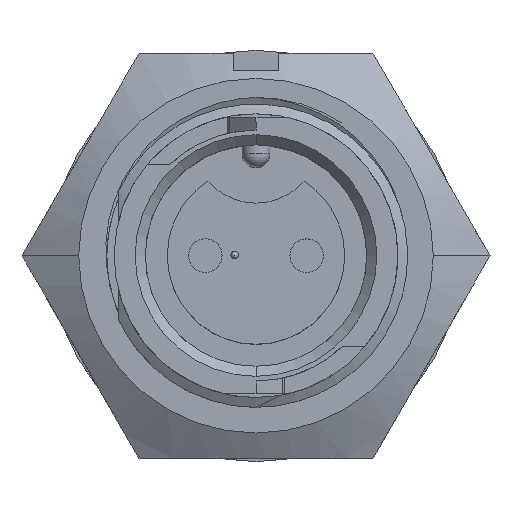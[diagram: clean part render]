
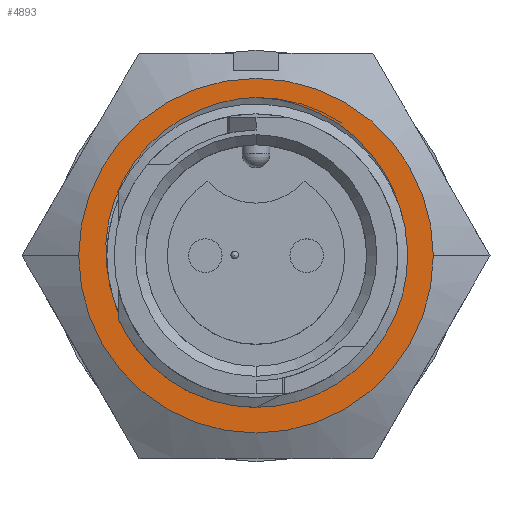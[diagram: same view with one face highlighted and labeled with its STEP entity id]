
A CAD part, top view. The second image highlights one B-rep face of the part: STEP entity #4893.
In plain terms, the highlighted planar face has unit normal (0, 0, 1).
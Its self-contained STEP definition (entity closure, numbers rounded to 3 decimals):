
#241 = ORIENTED_EDGE ( 'NONE', *, *, #4835, .F. ) ;
#282 = EDGE_LOOP ( 'NONE', ( #5409, #241 ) ) ;
#301 = CARTESIAN_POINT ( 'NONE',  ( 0., 7.938, -6.216 ) ) ;
#433 = CARTESIAN_POINT ( 'NONE',  ( 6.557, 4.028, -6.216 ) ) ;
#595 = EDGE_CURVE ( 'NONE', #3929, #9359, #9018, .T. ) ;
#739 = CARTESIAN_POINT ( 'NONE',  ( 0., 0., -6.216 ) ) ;
#921 = ORIENTED_EDGE ( 'NONE', *, *, #10855, .T. ) ;
#955 = CARTESIAN_POINT ( 'NONE',  ( -8.89, 0., -6.216 ) ) ;
#1042 = CARTESIAN_POINT ( 'NONE',  ( 2.242, 7.558, -6.216 ) ) ;
#1131 = CARTESIAN_POINT ( 'NONE',  ( -7.4, -1.192, -6.216 ) ) ;
#1151 = CARTESIAN_POINT ( 'NONE',  ( 3.795, 6.845, -6.216 ) ) ;
#1187 = CARTESIAN_POINT ( 'NONE',  ( -7.04, 3.009, -6.216 ) ) ;
#1244 = CARTESIAN_POINT ( 'NONE',  ( -7.225, 2.475, -6.216 ) ) ;
#1266 = CARTESIAN_POINT ( 'NONE',  ( 7.466, -0.913, -6.216 ) ) ;
#1358 = CARTESIAN_POINT ( 'NONE',  ( -3.795, 6.844, -6.216 ) ) ;
#1368 = DIRECTION ( 'NONE',  ( -1., 0., 0. ) ) ;
#1458 = B_SPLINE_CURVE_WITH_KNOTS ( 'NONE', 3,
 ( #4617, #1131, #6292, #2857, #8744, #3734, #1972, #1244, #1187, #4510, #5467, #5410, #2194, #6236, #1358, #4562, #9736, #3024, #7907, #301 ),
 .UNSPECIFIED., .F., .F.,
 ( 4, 2, 2, 2, 2, 2, 2, 2, 2, 4 ),
 ( 0., 0.001, 0.002, 0.003, 0.005, 0.007, 0.009, 0.01, 0.012, 0.014 ),
 .UNSPECIFIED. ) ;
#1801 = EDGE_CURVE ( 'NONE', #3929, #7440, #1458, .T. ) ;
#1972 = CARTESIAN_POINT ( 'NONE',  ( -7.475, 1.358, -6.216 ) ) ;
#2194 = CARTESIAN_POINT ( 'NONE',  ( -5.156, 5.813, -6.216 ) ) ;
#2213 = CARTESIAN_POINT ( 'NONE',  ( 6.255, 4.516, -6.216 ) ) ;
#2322 = CARTESIAN_POINT ( 'NONE',  ( 7.334, -1.47, -6.216 ) ) ;
#2857 = CARTESIAN_POINT ( 'NONE',  ( -7.517, -0.343, -6.216 ) ) ;
#3024 = CARTESIAN_POINT ( 'NONE',  ( -1.142, 7.839, -6.216 ) ) ;
#3046 = CARTESIAN_POINT ( 'NONE',  ( 7.537, 0.781, -6.216 ) ) ;
#3151 = AXIS2_PLACEMENT_3D ( 'NONE', #6602, #6391, #8180 ) ;
#3163 = CARTESIAN_POINT ( 'NONE',  ( 0., 0., -6.216 ) ) ;
#3489 = VERTEX_POINT ( 'NONE', #8382 ) ;
#3696 = AXIS2_PLACEMENT_3D ( 'NONE', #739, #8401, #1368 ) ;
#3734 = CARTESIAN_POINT ( 'NONE',  ( -7.536, 0.794, -6.216 ) ) ;
#3810 = CARTESIAN_POINT ( 'NONE',  ( 7.532, -0.351, -6.216 ) ) ;
#3922 = CARTESIAN_POINT ( 'NONE',  ( 7.23, 2.457, -6.216 ) ) ;
#3929 = VERTEX_POINT ( 'NONE', #10950 ) ;
#3986 = DIRECTION ( 'NONE',  ( -1., 0., 0. ) ) ;
#4120 = DIRECTION ( 'NONE',  ( -1., 0., 0. ) ) ;
#4418 = CARTESIAN_POINT ( 'NONE',  ( 2.774, 7.36, -6.216 ) ) ;
#4510 = CARTESIAN_POINT ( 'NONE',  ( -6.555, 4.03, -6.216 ) ) ;
#4528 = CARTESIAN_POINT ( 'NONE',  ( 1.136, 7.824, -6.216 ) ) ;
#4562 = CARTESIAN_POINT ( 'NONE',  ( -2.787, 7.354, -6.216 ) ) ;
#4617 = CARTESIAN_POINT ( 'NONE',  ( -7.334, -1.47, -6.216 ) ) ;
#4835 = EDGE_CURVE ( 'NONE', #3489, #10235, #8508, .T. ) ;
#4893 = ADVANCED_FACE ( 'NONE', ( #6671, #7319 ), #8922, .F. ) ;
#5257 = CARTESIAN_POINT ( 'NONE',  ( 0.57, 7.904, -6.216 ) ) ;
#5409 = ORIENTED_EDGE ( 'NONE', *, *, #10474, .F. ) ;
#5410 = CARTESIAN_POINT ( 'NONE',  ( -5.552, 5.41, -6.216 ) ) ;
#5467 = CARTESIAN_POINT ( 'NONE',  ( -6.251, 4.521, -6.216 ) ) ;
#5597 = CARTESIAN_POINT ( 'NONE',  ( 7.475, 1.355, -6.216 ) ) ;
#5881 = ORIENTED_EDGE ( 'NONE', *, *, #1801, .T. ) ;
#6038 = CIRCLE ( 'NONE', #8885, 8.89 ) ;
#6052 = CARTESIAN_POINT ( 'NONE',  ( 7.334, -1.47, -6.216 ) ) ;
#6236 = CARTESIAN_POINT ( 'NONE',  ( -4.27, 6.536, -6.216 ) ) ;
#6292 = CARTESIAN_POINT ( 'NONE',  ( -7.45, -0.91, -6.216 ) ) ;
#6313 = CARTESIAN_POINT ( 'NONE',  ( 4.269, 6.536, -6.216 ) ) ;
#6391 = DIRECTION ( 'NONE',  ( 0., 0., 1. ) ) ;
#6571 = CARTESIAN_POINT ( 'NONE',  ( 0., 7.938, -6.216 ) ) ;
#6602 = CARTESIAN_POINT ( 'NONE',  ( 0., 0., -6.216 ) ) ;
#6671 = FACE_BOUND ( 'NONE', #7024, .T. ) ;
#6984 = CARTESIAN_POINT ( 'NONE',  ( 0., 7.938, -6.216 ) ) ;
#7024 = EDGE_LOOP ( 'NONE', ( #5881, #921, #9411 ) ) ;
#7319 = FACE_OUTER_BOUND ( 'NONE', #282, .T. ) ;
#7378 = CARTESIAN_POINT ( 'NONE',  ( 5.145, 5.822, -6.216 ) ) ;
#7440 = VERTEX_POINT ( 'NONE', #6571 ) ;
#7907 = CARTESIAN_POINT ( 'NONE',  ( -0.572, 7.92, -6.216 ) ) ;
#8180 = DIRECTION ( 'NONE',  ( 1., 0., 0. ) ) ;
#8382 = CARTESIAN_POINT ( 'NONE',  ( 8.89, 0., -6.216 ) ) ;
#8401 = DIRECTION ( 'NONE',  ( 0., 0., -1. ) ) ;
#8508 = CIRCLE ( 'NONE', #3696, 8.89 ) ;
#8651 = CARTESIAN_POINT ( 'NONE',  ( 1.417, 7.769, -6.216 ) ) ;
#8744 = CARTESIAN_POINT ( 'NONE',  ( -7.534, -0.057, -6.216 ) ) ;
#8885 = AXIS2_PLACEMENT_3D ( 'NONE', #3163, #10656, #3986 ) ;
#8922 = PLANE ( 'NONE',  #10789 ) ;
#9018 = CIRCLE ( 'NONE', #3151, 7.48 ) ;
#9220 = DIRECTION ( 'NONE',  ( 0., 0., -1. ) ) ;
#9359 = VERTEX_POINT ( 'NONE', #6052 ) ;
#9411 = ORIENTED_EDGE ( 'NONE', *, *, #595, .F. ) ;
#9585 = CARTESIAN_POINT ( 'NONE',  ( 0.286, 7.929, -6.216 ) ) ;
#9698 = CARTESIAN_POINT ( 'NONE',  ( 7.047, 2.994, -6.216 ) ) ;
#9736 = CARTESIAN_POINT ( 'NONE',  ( -2.248, 7.557, -6.216 ) ) ;
#9743 = B_SPLINE_CURVE_WITH_KNOTS ( 'NONE', 3,
 ( #6984, #9585, #5257, #4528, #8651, #1042, #4418, #1151, #6313, #7378, #10532, #2213, #433, #9698, #3922, #5597, #3046, #3810, #1266, #2322 ),
 .UNSPECIFIED., .F., .F.,
 ( 4, 2, 2, 2, 2, 2, 2, 2, 2, 4 ),
 ( 0., 0.001, 0.002, 0.003, 0.005, 0.007, 0.009, 0.01, 0.012, 0.014 ),
 .UNSPECIFIED. ) ;
#9996 = CARTESIAN_POINT ( 'NONE',  ( -5.866, -10.16, -6.216 ) ) ;
#10235 = VERTEX_POINT ( 'NONE', #955 ) ;
#10474 = EDGE_CURVE ( 'NONE', #10235, #3489, #6038, .T. ) ;
#10532 = CARTESIAN_POINT ( 'NONE',  ( 5.55, 5.413, -6.216 ) ) ;
#10656 = DIRECTION ( 'NONE',  ( 0., 0., -1. ) ) ;
#10789 = AXIS2_PLACEMENT_3D ( 'NONE', #9996, #9220, #4120 ) ;
#10855 = EDGE_CURVE ( 'NONE', #7440, #9359, #9743, .T. ) ;
#10950 = CARTESIAN_POINT ( 'NONE',  ( -7.334, -1.47, -6.216 ) ) ;
